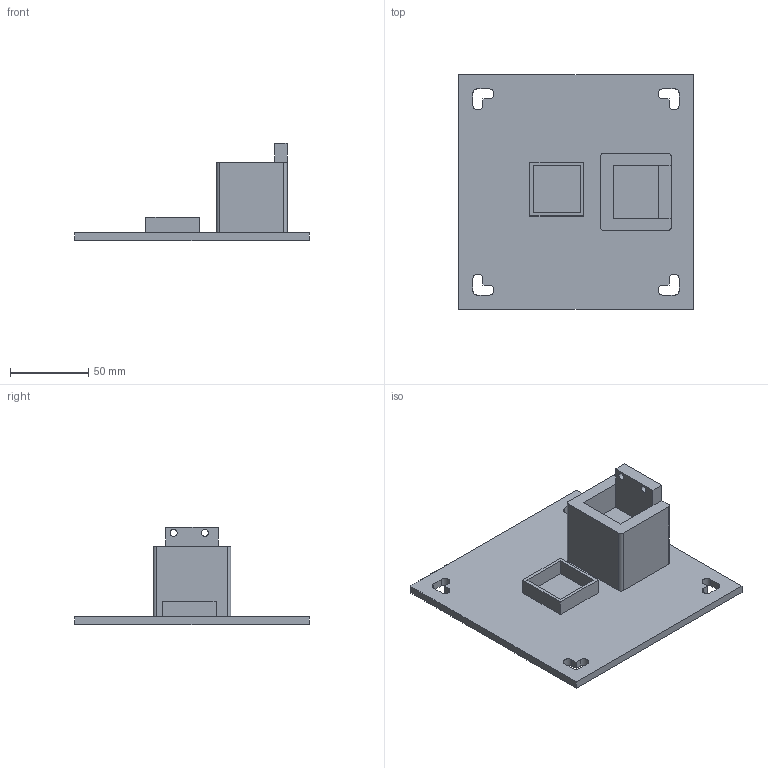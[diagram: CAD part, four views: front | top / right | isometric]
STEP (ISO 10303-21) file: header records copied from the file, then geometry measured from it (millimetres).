
FILE_DESCRIPTION(/* description */ (''),/* implementation_level */ '2;1');
FILE_NAME(/* name */ 'yield_bed.stp',/* time_stamp */ '2024-08-22T15:26:10+09:00',/* author */ ('ojs08'),/* organization */ (''),/* preprocessor_version */ 'ST-DEVELOPER v20',/* originating_system */ 'Autodesk Inventor 2025',/* authorisation */ '');
FILE_SCHEMA (('AUTOMOTIVE_DESIGN { 1 0 10303 214 3 1 1 }'));
Length unit declared in the file: millimetre
Products named in the file (1): yield_bed
Bounding box: 150 x 150 x 62 mm (x, y, z)
Volume: 198206.4 mm3; surface area: 62298 mm2
Topology: 1 solids, 1 shells, 63 faces, 199 edges, 167 vertices
Faces by surface type: plane 45, cylinder 18
Full cylindrical faces by diameter (mm): 4.4 x2
Entity records: 2207 total; most frequent: CARTESIAN_POINT 403, DIRECTION 352, ORIENTED_EDGE 344, EDGE_CURVE 172, LINE 136, VECTOR 136, VERTEX_POINT 114, AXIS2_PLACEMENT_3D 108
